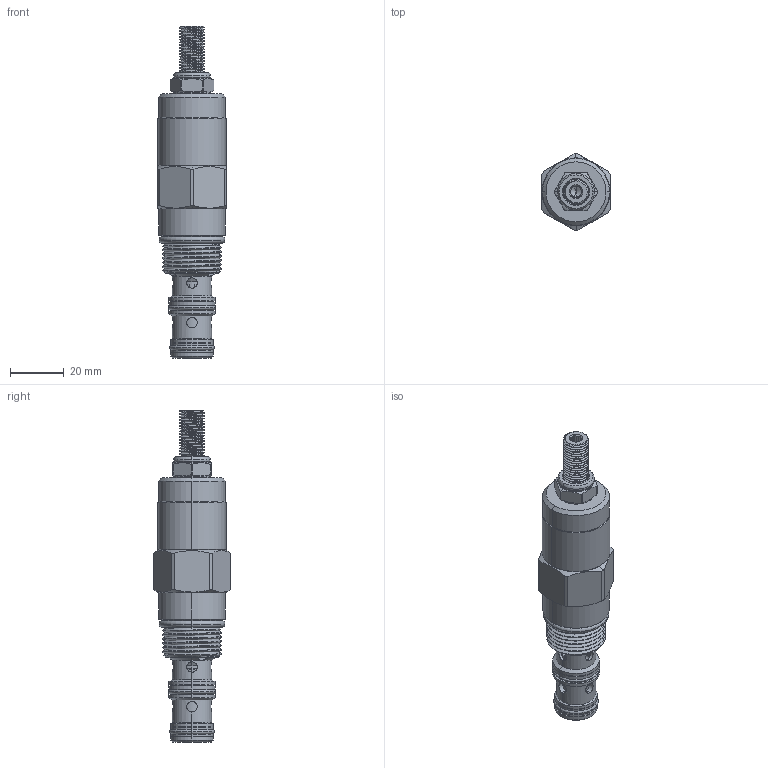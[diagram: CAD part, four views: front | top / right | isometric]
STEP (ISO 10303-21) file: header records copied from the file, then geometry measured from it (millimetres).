
FILE_DESCRIPTION (( 'STEP AP203' ), '1' );
FILE_NAME ('QP10W31-L.STEP', '2016-07-29T07:09:42', ( '' ), ( '' ), 'SwSTEP 2.0', 'SolidWorks 2012', '' );
FILE_SCHEMA (( 'CONFIG_CONTROL_DESIGN' ));
Length unit declared in the file: millimetre
Products named in the file (1): QP10W31-L
Bounding box: 25.4 x 28.57 x 123.96 mm (x, y, z)
Volume: 39741.5 mm3; surface area: 14117.7 mm2
Topology: 6 solids, 8 shells, 408 faces, 1117 edges, 710 vertices
Faces by surface type: cylinder 214, cone 74, plane 72, torus 27, bspline 21
Entity records: 34112 total; most frequent: CARTESIAN_POINT 24606, ORIENTED_EDGE 2230, DIRECTION 1756, EDGE_CURVE 1115, AXIS2_PLACEMENT_3D 716, VERTEX_POINT 710, EDGE_LOOP 443, ADVANCED_FACE 408
